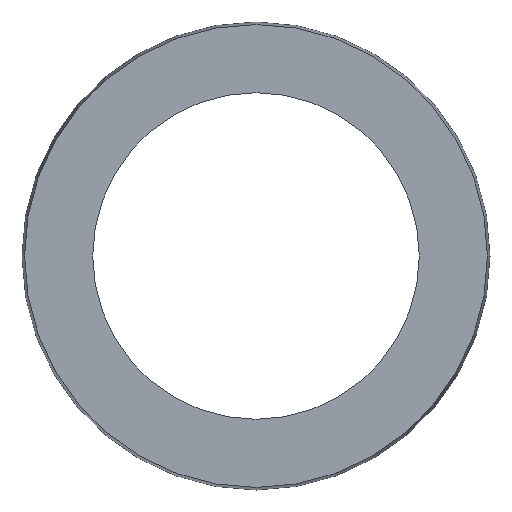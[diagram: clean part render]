
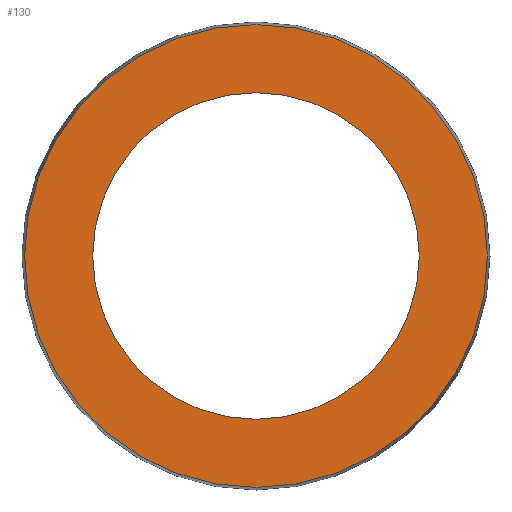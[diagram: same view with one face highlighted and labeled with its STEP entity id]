
A CAD part, left-side view. The second image highlights one B-rep face of the part: STEP entity #130.
In plain terms, the highlighted planar face has unit normal (-1, 0, 0).
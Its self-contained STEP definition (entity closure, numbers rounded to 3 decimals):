
#21 = EDGE_CURVE('',#22,#22,#24,.T.);
#22 = VERTEX_POINT('',#23);
#23 = CARTESIAN_POINT('',(-18.5,-63.5,0.));
#24 = CIRCLE('',#25,63.5);
#25 = AXIS2_PLACEMENT_3D('',#26,#27,#28);
#26 = CARTESIAN_POINT('',(-18.5,0.,0.));
#27 = DIRECTION('',(1.,0.,0.));
#28 = DIRECTION('',(0.,-1.,0.));
#106 = VERTEX_POINT('',#107);
#107 = CARTESIAN_POINT('',(-18.5,-90.,0.));
#114 = EDGE_CURVE('',#106,#106,#115,.T.);
#115 = CIRCLE('',#116,90.);
#116 = AXIS2_PLACEMENT_3D('',#117,#118,#119);
#117 = CARTESIAN_POINT('',(-18.5,0.,0.));
#118 = DIRECTION('',(1.,0.,0.));
#119 = DIRECTION('',(0.,-1.,0.));
#130 = ADVANCED_FACE('',(#131,#134),#137,.F.);
#131 = FACE_BOUND('',#132,.T.);
#132 = EDGE_LOOP('',(#133));
#133 = ORIENTED_EDGE('',*,*,#21,.T.);
#134 = FACE_BOUND('',#135,.T.);
#135 = EDGE_LOOP('',(#136));
#136 = ORIENTED_EDGE('',*,*,#114,.F.);
#137 = PLANE('',#138);
#138 = AXIS2_PLACEMENT_3D('',#139,#140,#141);
#139 = CARTESIAN_POINT('',(-18.5,0.,0.));
#140 = DIRECTION('',(1.,0.,0.));
#141 = DIRECTION('',(0.,-1.,0.));
